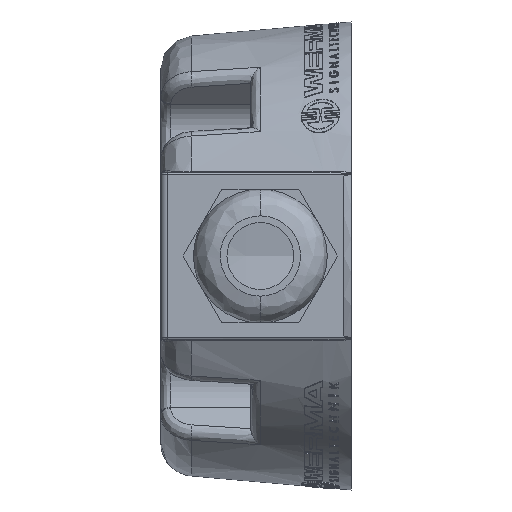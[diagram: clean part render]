
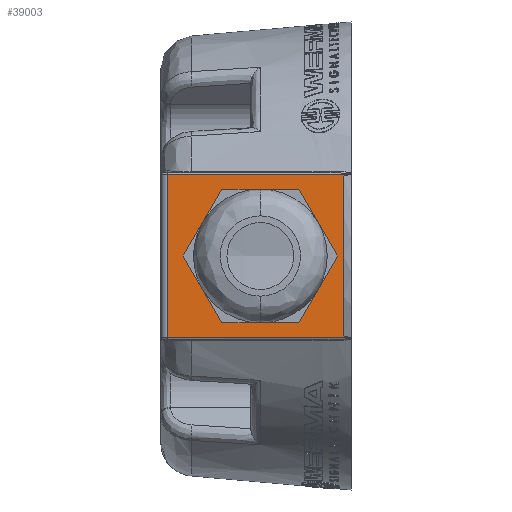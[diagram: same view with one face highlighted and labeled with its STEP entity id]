
A CAD part, left-side view. The second image highlights one B-rep face of the part: STEP entity #39003.
In plain terms, the highlighted planar face has unit normal (-1, 0, 0).
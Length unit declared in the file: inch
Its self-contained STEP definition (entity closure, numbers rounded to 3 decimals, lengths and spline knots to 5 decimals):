
#1304 = CARTESIAN_POINT ( 'NONE',  ( -1.29134, -0.13201, 0. ) ) ;
#2049 = LINE ( 'NONE', #2629, #39053 ) ;
#2452 = VERTEX_POINT ( 'NONE', #41621 ) ;
#2629 = CARTESIAN_POINT ( 'NONE',  ( -1.29134, -0.03937, 0. ) ) ;
#2855 = VERTEX_POINT ( 'NONE', #25909 ) ;
#2927 = FACE_BOUND ( 'NONE', #10767, .T. ) ;
#3222 = ORIENTED_EDGE ( 'NONE', *, *, #14786, .F. ) ;
#3232 = DIRECTION ( 'NONE',  ( 1., 0., 0. ) ) ;
#3239 = DIRECTION ( 'NONE',  ( 0., -0.5, -0.866 ) ) ;
#3317 = CARTESIAN_POINT ( 'NONE',  ( -1.29134, -1.04122, 0. ) ) ;
#3411 = DIRECTION ( 'NONE',  ( 0., 1., 0. ) ) ;
#3980 = LINE ( 'NONE', #26679, #24711 ) ;
#4214 = FACE_OUTER_BOUND ( 'NONE', #21123, .T. ) ;
#4559 = CARTESIAN_POINT ( 'NONE',  ( -1.29134, -0.03937, 0.48031 ) ) ;
#4763 = ORIENTED_EDGE ( 'NONE', *, *, #5063, .F. ) ;
#4933 = CARTESIAN_POINT ( 'NONE',  ( -1.29134, -1.09248, -0.47338 ) ) ;
#5063 = EDGE_CURVE ( 'NONE', #34785, #17948, #39524, .T. ) ;
#7250 = PLANE ( 'NONE',  #37907 ) ;
#7457 = DIRECTION ( 'NONE',  ( 0., 1., 0. ) ) ;
#7691 = VECTOR ( 'NONE', #17163, 39.37008 ) ;
#9071 = CARTESIAN_POINT ( 'NONE',  ( -1.29134, -1.04122, 0. ) ) ;
#9091 = CARTESIAN_POINT ( 'NONE',  ( -1.29134, -1.11999, -0.48031 ) ) ;
#9403 = DIRECTION ( 'NONE',  ( 0., -0.5, 0.866 ) ) ;
#10468 = ORIENTED_EDGE ( 'NONE', *, *, #29319, .F. ) ;
#10767 = EDGE_LOOP ( 'NONE', ( #3222, #10468, #4763, #25442, #17784, #23462 ) ) ;
#11723 = EDGE_CURVE ( 'NONE', #28422, #22258, #2049, .T. ) ;
#13076 = CARTESIAN_POINT ( 'NONE',  ( -1.29134, -0.35931, 0.3937 ) ) ;
#13621 = CARTESIAN_POINT ( 'NONE',  ( -1.29134, -1.07874, 0.46986 ) ) ;
#14786 = EDGE_CURVE ( 'NONE', #39982, #43905, #38460, .T. ) ;
#14821 = LINE ( 'NONE', #44676, #46606 ) ;
#14839 = EDGE_CURVE ( 'NONE', #41312, #2855, #49430, .T. ) ;
#15351 = VERTEX_POINT ( 'NONE', #1304 ) ;
#17163 = DIRECTION ( 'NONE',  ( 0., -1., 0. ) ) ;
#17168 = VECTOR ( 'NONE', #3239, 39.37008 ) ;
#17784 = ORIENTED_EDGE ( 'NONE', *, *, #43718, .F. ) ;
#17948 = VERTEX_POINT ( 'NONE', #40897 ) ;
#19448 = EDGE_CURVE ( 'NONE', #2452, #28422, #20389, .T. ) ;
#19826 = DIRECTION ( 'NONE',  ( 0., 0.5, -0.866 ) ) ;
#19965 = DIRECTION ( 'NONE',  ( 0., 0., -1. ) ) ;
#20389 = LINE ( 'NONE', #32417, #31443 ) ;
#21123 = EDGE_LOOP ( 'NONE', ( #39850, #36432, #42440, #27028, #53638, #26403 ) ) ;
#22258 = VERTEX_POINT ( 'NONE', #4559 ) ;
#23462 = ORIENTED_EDGE ( 'NONE', *, *, #31200, .F. ) ;
#24711 = VECTOR ( 'NONE', #39564, 39.37008 ) ;
#24831 = VECTOR ( 'NONE', #9403, 39.37008 ) ;
#25057 = VERTEX_POINT ( 'NONE', #13076 ) ;
#25236 = EDGE_CURVE ( 'NONE', #22258, #41312, #3980, .T. ) ;
#25442 = ORIENTED_EDGE ( 'NONE', *, *, #28998, .F. ) ;
#25589 = CARTESIAN_POINT ( 'NONE',  ( -1.29134, -1.07874, -0.46986 ) ) ;
#25713 = CARTESIAN_POINT ( 'NONE',  ( -1.29134, -1.11999, 0.48031 ) ) ;
#25909 = CARTESIAN_POINT ( 'NONE',  ( -1.29134, -1.07874, 0.46986 ) ) ;
#25937 = CARTESIAN_POINT ( 'NONE',  ( -1.29134, -1.11999, 0.48031 ) ) ;
#26403 = ORIENTED_EDGE ( 'NONE', *, *, #25236, .F. ) ;
#26679 = CARTESIAN_POINT ( 'NONE',  ( -1.29134, -0.28937, 0.48031 ) ) ;
#27005 = CARTESIAN_POINT ( 'NONE',  ( -1.29134, -0.03937, -0.48031 ) ) ;
#27028 = ORIENTED_EDGE ( 'NONE', *, *, #41115, .F. ) ;
#28068 = CARTESIAN_POINT ( 'NONE',  ( -1.29134, -0.03937, 0. ) ) ;
#28078 = CARTESIAN_POINT ( 'NONE',  ( -1.29134, -0.13201, 0. ) ) ;
#28422 = VERTEX_POINT ( 'NONE', #27005 ) ;
#28998 = EDGE_CURVE ( 'NONE', #15351, #34785, #50248, .T. ) ;
#29319 = EDGE_CURVE ( 'NONE', #17948, #39982, #35879, .T. ) ;
#30038 = CARTESIAN_POINT ( 'NONE',  ( -1.29134, -0.81392, -0.3937 ) ) ;
#31200 = EDGE_CURVE ( 'NONE', #43905, #25057, #31323, .T. ) ;
#31323 = LINE ( 'NONE', #40621, #52079 ) ;
#31443 = VECTOR ( 'NONE', #3411, 39.37008 ) ;
#31662 = DIRECTION ( 'NONE',  ( 0., 0., 1. ) ) ;
#32259 = DIRECTION ( 'NONE',  ( 0., 0., -1. ) ) ;
#32311 = CARTESIAN_POINT ( 'NONE',  ( -1.29134, -0.81392, 0.3937 ) ) ;
#32417 = CARTESIAN_POINT ( 'NONE',  ( -1.29134, -0.28937, -0.48031 ) ) ;
#33867 = CARTESIAN_POINT ( 'NONE',  ( -1.29134, -0.35931, -0.3937 ) ) ;
#33877 = DIRECTION ( 'NONE',  ( 0., 0.5, 0.866 ) ) ;
#33900 = CARTESIAN_POINT ( 'NONE',  ( -1.29134, -1.10623, -0.47686 ) ) ;
#34785 = VERTEX_POINT ( 'NONE', #33867 ) ;
#35879 = LINE ( 'NONE', #30038, #24831 ) ;
#36432 = ORIENTED_EDGE ( 'NONE', *, *, #19448, .F. ) ;
#37215 = VERTEX_POINT ( 'NONE', #50417 ) ;
#37907 = AXIS2_PLACEMENT_3D ( 'NONE', #28068, #3232, #32259 ) ;
#38359 = B_SPLINE_CURVE_WITH_KNOTS ( 'NONE', 3,
 ( #25589, #4933, #33900, #9091 ),
 .UNSPECIFIED., .F., .F.,
 ( 4, 4 ),
 ( 0., 0.00108 ),
 .UNSPECIFIED. ) ;
#38426 = CARTESIAN_POINT ( 'NONE',  ( -1.29134, -1.09248, 0.47338 ) ) ;
#38460 = LINE ( 'NONE', #9071, #49509 ) ;
#39003 = ADVANCED_FACE ( 'NONE', ( #2927, #4214 ), #7250, .F. ) ;
#39053 = VECTOR ( 'NONE', #31662, 39.37008 ) ;
#39524 = LINE ( 'NONE', #46386, #7691 ) ;
#39564 = DIRECTION ( 'NONE',  ( 0., -1., 0. ) ) ;
#39850 = ORIENTED_EDGE ( 'NONE', *, *, #11723, .F. ) ;
#39982 = VERTEX_POINT ( 'NONE', #3317 ) ;
#40621 = CARTESIAN_POINT ( 'NONE',  ( -1.29134, -0.03937, 0.3937 ) ) ;
#40897 = CARTESIAN_POINT ( 'NONE',  ( -1.29134, -0.81392, -0.3937 ) ) ;
#41115 = EDGE_CURVE ( 'NONE', #2855, #37215, #41555, .T. ) ;
#41312 = VERTEX_POINT ( 'NONE', #25713 ) ;
#41555 = LINE ( 'NONE', #48993, #52646 ) ;
#41621 = CARTESIAN_POINT ( 'NONE',  ( -1.29134, -1.11999, -0.48031 ) ) ;
#42440 = ORIENTED_EDGE ( 'NONE', *, *, #43867, .F. ) ;
#43718 = EDGE_CURVE ( 'NONE', #25057, #15351, #14821, .T. ) ;
#43867 = EDGE_CURVE ( 'NONE', #37215, #2452, #38359, .T. ) ;
#43905 = VERTEX_POINT ( 'NONE', #32311 ) ;
#44676 = CARTESIAN_POINT ( 'NONE',  ( -1.29134, -0.35931, 0.3937 ) ) ;
#46386 = CARTESIAN_POINT ( 'NONE',  ( -1.29134, -0.03937, -0.3937 ) ) ;
#46606 = VECTOR ( 'NONE', #19826, 39.37008 ) ;
#48993 = CARTESIAN_POINT ( 'NONE',  ( -1.29134, -1.07874, 0. ) ) ;
#49430 = B_SPLINE_CURVE_WITH_KNOTS ( 'NONE', 3,
 ( #25937, #50781, #38426, #13621 ),
 .UNSPECIFIED., .F., .F.,
 ( 4, 4 ),
 ( 0., 0.00108 ),
 .UNSPECIFIED. ) ;
#49509 = VECTOR ( 'NONE', #33877, 39.37008 ) ;
#50248 = LINE ( 'NONE', #28078, #17168 ) ;
#50417 = CARTESIAN_POINT ( 'NONE',  ( -1.29134, -1.07874, -0.46986 ) ) ;
#50781 = CARTESIAN_POINT ( 'NONE',  ( -1.29134, -1.10623, 0.47686 ) ) ;
#52079 = VECTOR ( 'NONE', #7457, 39.37008 ) ;
#52646 = VECTOR ( 'NONE', #19965, 39.37008 ) ;
#53638 = ORIENTED_EDGE ( 'NONE', *, *, #14839, .F. ) ;
